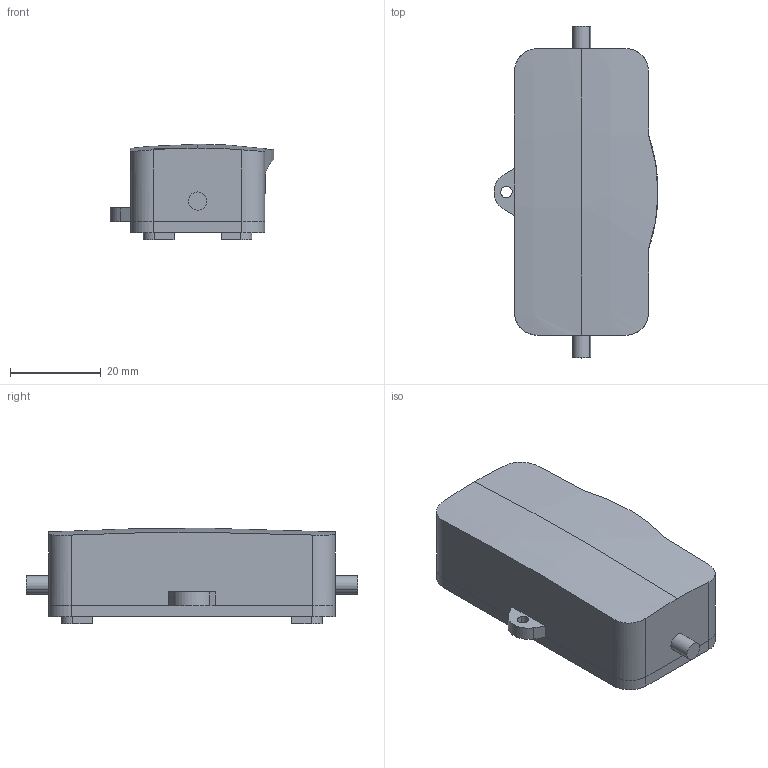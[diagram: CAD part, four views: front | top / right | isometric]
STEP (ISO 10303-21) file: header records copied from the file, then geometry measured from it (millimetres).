
FILE_DESCRIPTION(('CATIA V5 STEP Exchange','CAx-IF Rec.Pracs.--- Model Styling and Organization---1.4--- 2014-01-23'),'2;1');
FILE_NAME ('13500150_3', '2019-07-25T14:18:46+00:00', ('none'), ('Weidmueller'), 'CATIA Version 5-6 Release 2016 SP3 HF44', 'CATIA V5 STEP AP214', 'none');
FILE_SCHEMA(('AUTOMOTIVE_DESIGN { 1 0 10303 214 1 1 1 1 }'));
Length unit declared in the file: millimetre
Products named in the file (1): 1665880000
Bounding box: 36.06 x 73 x 20.99 mm (x, y, z)
Volume: 13115.3 mm3; surface area: 11068.9 mm2
Topology: 2 solids, 2 shells, 101 faces, 260 edges, 164 vertices
Faces by surface type: plane 68, cylinder 29, revolution 4
Entity records: 3105 total; most frequent: CARTESIAN_POINT 809, ORIENTED_EDGE 520, DIRECTION 350, EDGE_CURVE 260, VECTOR 169, LINE 169, VERTEX_POINT 164, AXIS2_PLACEMENT_3D 113
